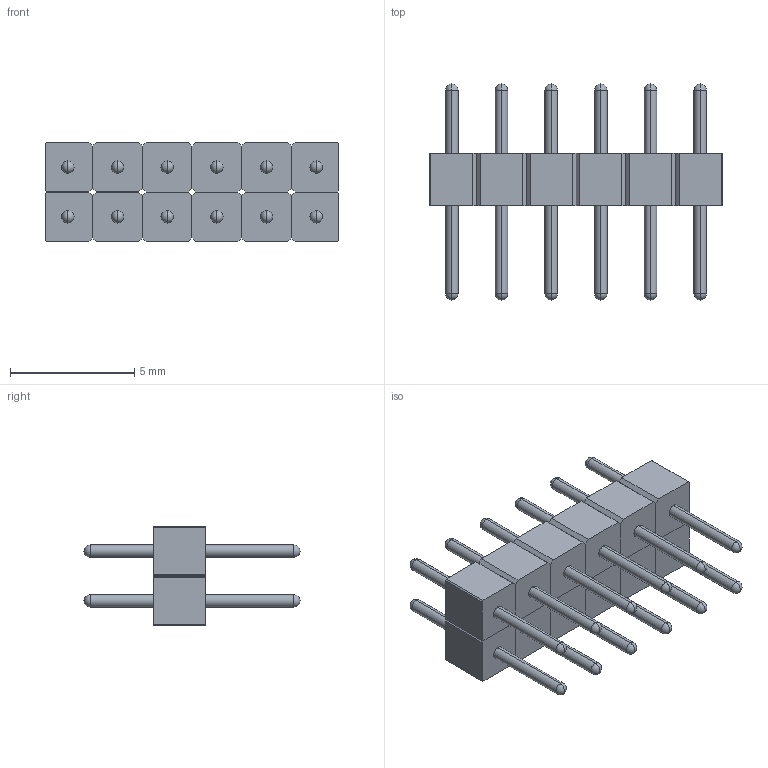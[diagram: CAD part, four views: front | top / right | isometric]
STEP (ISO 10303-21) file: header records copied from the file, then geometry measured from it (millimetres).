
FILE_DESCRIPTION (( 'STEP AP214' ), '1' );
FILE_NAME ('PLD 2-12.STEP', '2020-06-16T07:08:05', ( '' ), ( '' ), 'SwSTEP 2.0', 'SolidWorks 2018', '' );
FILE_SCHEMA (( 'AUTOMOTIVE_DESIGN' ));
Length unit declared in the file: millimetre
Products named in the file (1): PLD 2-12
Bounding box: 11.8 x 8.7 x 4 mm (x, y, z)
Volume: 113.3 mm3; surface area: 414.6 mm2
Topology: 36 solids, 36 shells, 240 faces, 576 edges, 360 vertices
Faces by surface type: plane 144, sphere 48, cylinder 48
Entity records: 7755 total; most frequent: DIRECTION 1106, CARTESIAN_POINT 1033, ORIENTED_EDGE 960, EDGE_CURVE 480, AXIS2_PLACEMENT_3D 385, VECTOR 336, LINE 336, VERTEX_POINT 312
